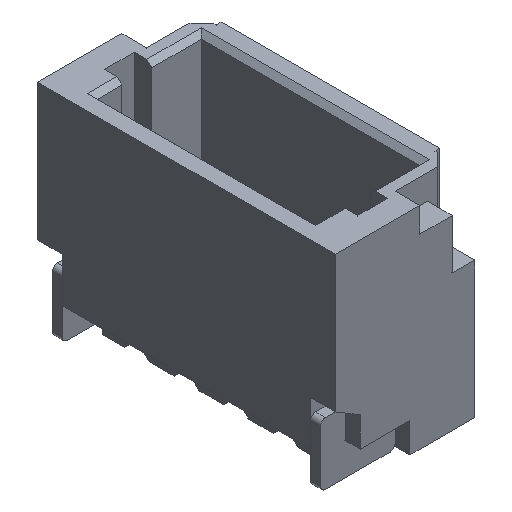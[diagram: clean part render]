
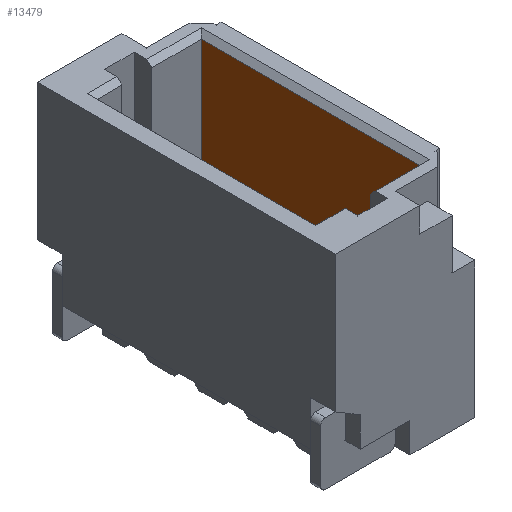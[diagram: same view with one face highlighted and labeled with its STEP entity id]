
A CAD part, isometric view. The second image highlights one B-rep face of the part: STEP entity #13479.
In plain terms, the highlighted face is planar.
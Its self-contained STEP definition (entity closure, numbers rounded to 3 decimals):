
#10054 = PLANE('',#10055);
#10055 = AXIS2_PLACEMENT_3D('',#10056,#10057,#10058);
#10056 = CARTESIAN_POINT('',(2.594,-0.3,4.25));
#10057 = DIRECTION('',(0.,-0.707,
    0.707));
#10058 = DIRECTION('',(-1.,0.,0.));
#12947 = PLANE('',#12948);
#12948 = AXIS2_PLACEMENT_3D('',#12949,#12950,#12951);
#12949 = CARTESIAN_POINT('',(-1.506,0.,1.25));
#12950 = DIRECTION('',(0.,0.,1.));
#12951 = DIRECTION('',(1.,0.,0.));
#13392 = PLANE('',#13393);
#13393 = AXIS2_PLACEMENT_3D('',#13394,#13395,#13396);
#13394 = CARTESIAN_POINT('',(-2.206,0.,
    0.));
#13395 = DIRECTION('',(-1.,0.,0.));
#13396 = DIRECTION('',(0.,0.,1.));
#13408 = VERTEX_POINT('',#13409);
#13409 = CARTESIAN_POINT('',(-2.206,-0.4,4.15));
#13432 = VERTEX_POINT('',#13433);
#13433 = CARTESIAN_POINT('',(-2.206,-0.4,1.25));
#13454 = EDGE_CURVE('',#13408,#13432,#13455,.T.);
#13455 = SURFACE_CURVE('',#13456,(#13460,#13467),.PCURVE_S1.);
#13456 = LINE('',#13457,#13458);
#13457 = CARTESIAN_POINT('',(-2.206,-0.4,4.15));
#13458 = VECTOR('',#13459,1.);
#13459 = DIRECTION('',(0.,0.,-1.));
#13460 = PCURVE('',#13392,#13461);
#13461 = DEFINITIONAL_REPRESENTATION('',(#13462),#13466);
#13462 = LINE('',#13463,#13464);
#13463 = CARTESIAN_POINT('',(4.15,-0.4));
#13464 = VECTOR('',#13465,1.);
#13465 = DIRECTION('',(-1.,0.));
#13466 = ( GEOMETRIC_REPRESENTATION_CONTEXT(2) 
PARAMETRIC_REPRESENTATION_CONTEXT() REPRESENTATION_CONTEXT('2D SPACE',''
  ) );
#13467 = PCURVE('',#13468,#13473);
#13468 = PLANE('',#13469);
#13469 = AXIS2_PLACEMENT_3D('',#13470,#13471,#13472);
#13470 = CARTESIAN_POINT('',(-1.006,-0.4,1.25));
#13471 = DIRECTION('',(0.,1.,0.));
#13472 = DIRECTION('',(-1.,0.,0.));
#13473 = DEFINITIONAL_REPRESENTATION('',(#13474),#13478);
#13474 = LINE('',#13475,#13476);
#13475 = CARTESIAN_POINT('',(1.2,2.9));
#13476 = VECTOR('',#13477,1.);
#13477 = DIRECTION('',(0.,-1.));
#13478 = ( GEOMETRIC_REPRESENTATION_CONTEXT(2) 
PARAMETRIC_REPRESENTATION_CONTEXT() REPRESENTATION_CONTEXT('2D SPACE',''
  ) );
#13479 = ADVANCED_FACE('',(#13480),#13468,.F.);
#13480 = FACE_BOUND('',#13481,.T.);
#13481 = EDGE_LOOP('',(#13482,#13505,#13506,#13529));
#13482 = ORIENTED_EDGE('',*,*,#13483,.T.);
#13483 = EDGE_CURVE('',#13484,#13408,#13486,.T.);
#13484 = VERTEX_POINT('',#13485);
#13485 = CARTESIAN_POINT('',(2.194,-0.4,4.15));
#13486 = SURFACE_CURVE('',#13487,(#13491,#13498),.PCURVE_S1.);
#13487 = LINE('',#13488,#13489);
#13488 = CARTESIAN_POINT('',(2.194,-0.4,4.15));
#13489 = VECTOR('',#13490,1.);
#13490 = DIRECTION('',(-1.,0.,0.));
#13491 = PCURVE('',#13468,#13492);
#13492 = DEFINITIONAL_REPRESENTATION('',(#13493),#13497);
#13493 = LINE('',#13494,#13495);
#13494 = CARTESIAN_POINT('',(-3.2,2.9));
#13495 = VECTOR('',#13496,1.);
#13496 = DIRECTION('',(1.,0.));
#13497 = ( GEOMETRIC_REPRESENTATION_CONTEXT(2) 
PARAMETRIC_REPRESENTATION_CONTEXT() REPRESENTATION_CONTEXT('2D SPACE',''
  ) );
#13498 = PCURVE('',#10054,#13499);
#13499 = DEFINITIONAL_REPRESENTATION('',(#13500),#13504);
#13500 = LINE('',#13501,#13502);
#13501 = CARTESIAN_POINT('',(0.4,0.141));
#13502 = VECTOR('',#13503,1.);
#13503 = DIRECTION('',(1.,0.));
#13504 = ( GEOMETRIC_REPRESENTATION_CONTEXT(2) 
PARAMETRIC_REPRESENTATION_CONTEXT() REPRESENTATION_CONTEXT('2D SPACE',''
  ) );
#13505 = ORIENTED_EDGE('',*,*,#13454,.T.);
#13506 = ORIENTED_EDGE('',*,*,#13507,.F.);
#13507 = EDGE_CURVE('',#13508,#13432,#13510,.T.);
#13508 = VERTEX_POINT('',#13509);
#13509 = CARTESIAN_POINT('',(2.194,-0.4,1.25));
#13510 = SURFACE_CURVE('',#13511,(#13515,#13522),.PCURVE_S1.);
#13511 = LINE('',#13512,#13513);
#13512 = CARTESIAN_POINT('',(2.194,-0.4,1.25));
#13513 = VECTOR('',#13514,1.);
#13514 = DIRECTION('',(-1.,0.,0.));
#13515 = PCURVE('',#13468,#13516);
#13516 = DEFINITIONAL_REPRESENTATION('',(#13517),#13521);
#13517 = LINE('',#13518,#13519);
#13518 = CARTESIAN_POINT('',(-3.2,0.));
#13519 = VECTOR('',#13520,1.);
#13520 = DIRECTION('',(1.,0.));
#13521 = ( GEOMETRIC_REPRESENTATION_CONTEXT(2) 
PARAMETRIC_REPRESENTATION_CONTEXT() REPRESENTATION_CONTEXT('2D SPACE',''
  ) );
#13522 = PCURVE('',#12947,#13523);
#13523 = DEFINITIONAL_REPRESENTATION('',(#13524),#13528);
#13524 = LINE('',#13525,#13526);
#13525 = CARTESIAN_POINT('',(3.7,-0.4));
#13526 = VECTOR('',#13527,1.);
#13527 = DIRECTION('',(-1.,0.));
#13528 = ( GEOMETRIC_REPRESENTATION_CONTEXT(2) 
PARAMETRIC_REPRESENTATION_CONTEXT() REPRESENTATION_CONTEXT('2D SPACE',''
  ) );
#13529 = ORIENTED_EDGE('',*,*,#13530,.F.);
#13530 = EDGE_CURVE('',#13484,#13508,#13531,.T.);
#13531 = SURFACE_CURVE('',#13532,(#13536,#13543),.PCURVE_S1.);
#13532 = LINE('',#13533,#13534);
#13533 = CARTESIAN_POINT('',(2.194,-0.4,4.15));
#13534 = VECTOR('',#13535,1.);
#13535 = DIRECTION('',(0.,0.,-1.));
#13536 = PCURVE('',#13468,#13537);
#13537 = DEFINITIONAL_REPRESENTATION('',(#13538),#13542);
#13538 = LINE('',#13539,#13540);
#13539 = CARTESIAN_POINT('',(-3.2,2.9));
#13540 = VECTOR('',#13541,1.);
#13541 = DIRECTION('',(0.,-1.));
#13542 = ( GEOMETRIC_REPRESENTATION_CONTEXT(2) 
PARAMETRIC_REPRESENTATION_CONTEXT() REPRESENTATION_CONTEXT('2D SPACE',''
  ) );
#13543 = PCURVE('',#13544,#13549);
#13544 = PLANE('',#13545);
#13545 = AXIS2_PLACEMENT_3D('',#13546,#13547,#13548);
#13546 = CARTESIAN_POINT('',(2.194,0.,
    0.));
#13547 = DIRECTION('',(-1.,0.,0.));
#13548 = DIRECTION('',(0.,0.,1.));
#13549 = DEFINITIONAL_REPRESENTATION('',(#13550),#13554);
#13550 = LINE('',#13551,#13552);
#13551 = CARTESIAN_POINT('',(4.15,-0.4));
#13552 = VECTOR('',#13553,1.);
#13553 = DIRECTION('',(-1.,0.));
#13554 = ( GEOMETRIC_REPRESENTATION_CONTEXT(2) 
PARAMETRIC_REPRESENTATION_CONTEXT() REPRESENTATION_CONTEXT('2D SPACE',''
  ) );
